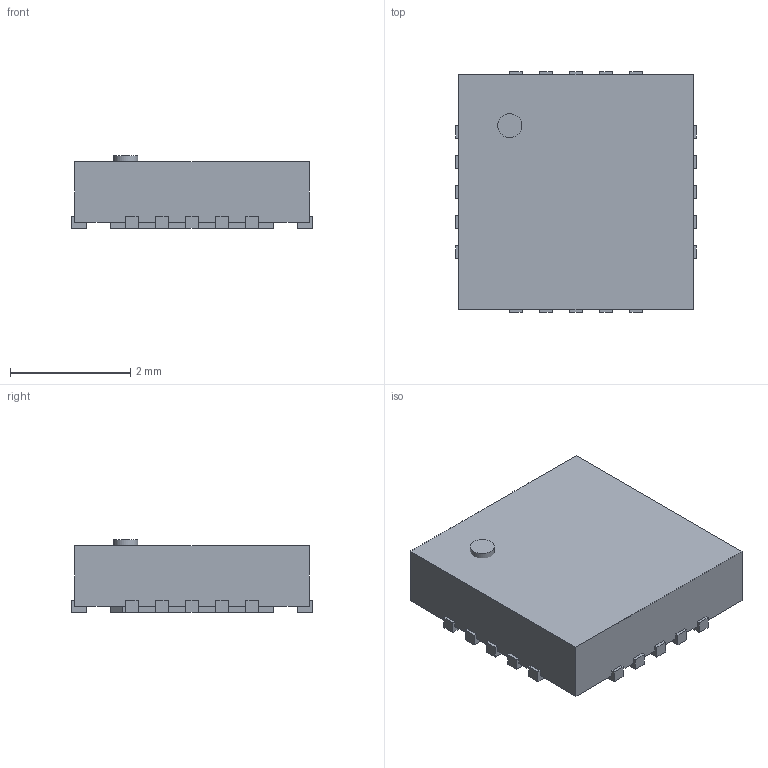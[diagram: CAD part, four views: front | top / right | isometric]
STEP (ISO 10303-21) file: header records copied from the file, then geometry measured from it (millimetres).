
FILE_DESCRIPTION(/* description */ ('model of QFN-20-1EP_4x4mm_P0.5mm_EP2.7x2.7mm'),/* implementation_level */ '2;1');
FILE_NAME(/* name */ 'QFN-20-1EP_4x4mm_P0.5mm_EP2.7x2.7mm.step',/* time_stamp */ '2022-11-23T01:30:36',/* author */ ('KiCAD','kicad'),/* organization */ ('OCCT'),/* preprocessor_version */ '',/* originating_system */ 'KiCAD',/* authorisation */ '');
FILE_SCHEMA(('AUTOMOTIVE_DESIGN { 1 0 10303 214 1 1 1 1 }'));
Length unit declared in the file: millimetre
Products named in the file (9): CQ assembly; 7c825edd-6b11-11ed-badf-001a7dda7113; 7c825edd-6b11-11ed-badf-001a7dda7113_part; 7c8285ec-6b11-11ed-bfad-001a7dda7113; 7c8285ec-6b11-11ed-bfad-001a7dda7113_part; 7c8285ed-6b11-11ed-b016-001a7dda7113; 7c8285ed-6b11-11ed-b016-001a7dda7113_part; 7c8285ee-6b11-11ed-8268-001a7dda7113; 7c8285ee-6b11-11ed-8268-001a7dda7113_part
Assembly tree (8 placements, depth 4):
  CQ assembly
    7c825edd-6b11-11ed-badf-001a7dda7113
      7c825edd-6b11-11ed-badf-001a7dda7113_part
      7c8285ec-6b11-11ed-bfad-001a7dda7113
        7c8285ec-6b11-11ed-bfad-001a7dda7113_part
      7c8285ed-6b11-11ed-b016-001a7dda7113
        7c8285ed-6b11-11ed-b016-001a7dda7113_part
      7c8285ee-6b11-11ed-8268-001a7dda7113
        7c8285ee-6b11-11ed-8268-001a7dda7113_part
Bounding box: 4 x 4 x 1.2 mm (x, y, z)
Volume: 16.1 mm3; surface area: 69.8 mm2
Topology: 23 solids, 23 shells, 222 faces, 525 edges, 350 vertices
Faces by surface type: plane 221, cylinder 1
Full cylindrical faces by diameter (mm): 0.4 x1
Entity records: 6528 total; most frequent: CARTESIAN_POINT 1106, ORIENTED_EDGE 1050, DIRECTION 989, EDGE_CURVE 525, LINE 523, VECTOR 523, VERTEX_POINT 350, AXIS2_PLACEMENT_3D 233
